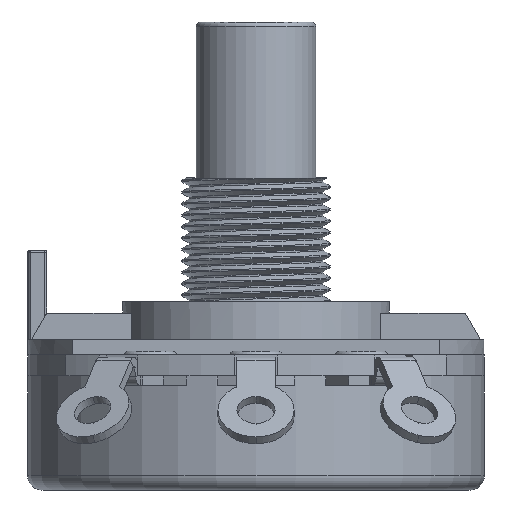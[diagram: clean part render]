
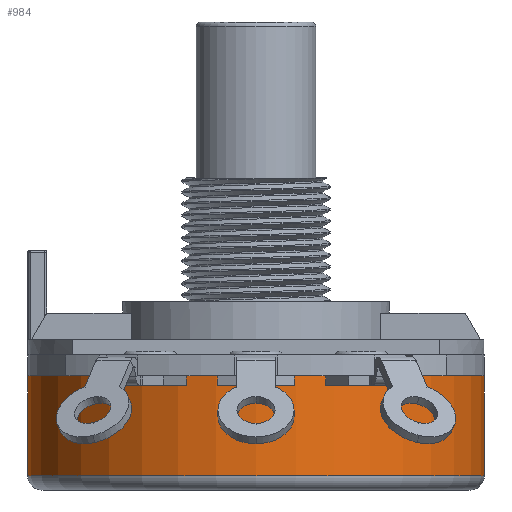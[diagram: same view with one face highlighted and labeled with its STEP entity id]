
A CAD part, front view. The second image highlights one B-rep face of the part: STEP entity #984.
In plain terms, the highlighted cylindrical face has radius 12 mm (diameter 24 mm), a partial arc.
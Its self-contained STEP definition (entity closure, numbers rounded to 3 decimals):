
#459 = EDGE_CURVE ( 'NONE', #4785, #8004, #12440, .T. ) ;
#504 = LINE ( 'NONE', #1761, #3777 ) ;
#798 = VERTEX_POINT ( 'NONE', #10272 ) ;
#984 = ADVANCED_FACE ( 'NONE', ( #9289 ), #13672, .T. ) ;
#1310 = CARTESIAN_POINT ( 'NONE',  ( 0., 0., 6. ) ) ;
#1592 = CIRCLE ( 'NONE', #13971, 12. ) ;
#1761 = CARTESIAN_POINT ( 'NONE',  ( 12., 0., 6. ) ) ;
#2412 = CARTESIAN_POINT ( 'NONE',  ( -12., 0., 6. ) ) ;
#2839 = DIRECTION ( 'NONE',  ( 0., 0., -1. ) ) ;
#3182 = CARTESIAN_POINT ( 'NONE',  ( 12., 0., 0.75 ) ) ;
#3638 = DIRECTION ( 'NONE',  ( -1., 0., 0. ) ) ;
#3777 = VECTOR ( 'NONE', #2839, 1000. ) ;
#4566 = ORIENTED_EDGE ( 'NONE', *, *, #9553, .T. ) ;
#4646 = EDGE_CURVE ( 'NONE', #798, #8164, #504, .T. ) ;
#4785 = VERTEX_POINT ( 'NONE', #5101 ) ;
#5101 = CARTESIAN_POINT ( 'NONE',  ( -12., 0., 6. ) ) ;
#5560 = EDGE_LOOP ( 'NONE', ( #10788, #8152, #13836, #4566 ) ) ;
#5846 = DIRECTION ( 'NONE',  ( 1., 0., 0. ) ) ;
#6132 = VECTOR ( 'NONE', #9223, 1000. ) ;
#6452 = DIRECTION ( 'NONE',  ( 1., 0., 0. ) ) ;
#7637 = DIRECTION ( 'NONE',  ( 0., 0., 1. ) ) ;
#8004 = VERTEX_POINT ( 'NONE', #8245 ) ;
#8152 = ORIENTED_EDGE ( 'NONE', *, *, #13510, .F. ) ;
#8164 = VERTEX_POINT ( 'NONE', #3182 ) ;
#8245 = CARTESIAN_POINT ( 'NONE',  ( -12., 0., 0.75 ) ) ;
#9223 = DIRECTION ( 'NONE',  ( 0., 0., -1. ) ) ;
#9289 = FACE_OUTER_BOUND ( 'NONE', #5560, .T. ) ;
#9553 = EDGE_CURVE ( 'NONE', #8004, #8164, #1592, .T. ) ;
#9627 = AXIS2_PLACEMENT_3D ( 'NONE', #1310, #13739, #3638 ) ;
#10272 = CARTESIAN_POINT ( 'NONE',  ( 12., 0., 6. ) ) ;
#10788 = ORIENTED_EDGE ( 'NONE', *, *, #4646, .F. ) ;
#10790 = CIRCLE ( 'NONE', #13304, 12. ) ;
#11009 = CARTESIAN_POINT ( 'NONE',  ( 0., 0., 6. ) ) ;
#12440 = LINE ( 'NONE', #2412, #6132 ) ;
#12538 = CARTESIAN_POINT ( 'NONE',  ( 0., 0., 0.75 ) ) ;
#13304 = AXIS2_PLACEMENT_3D ( 'NONE', #11009, #7637, #6452 ) ;
#13404 = DIRECTION ( 'NONE',  ( 0., 0., 1. ) ) ;
#13510 = EDGE_CURVE ( 'NONE', #4785, #798, #10790, .T. ) ;
#13672 = CYLINDRICAL_SURFACE ( 'NONE', #9627, 12. ) ;
#13739 = DIRECTION ( 'NONE',  ( 0., 0., -1. ) ) ;
#13836 = ORIENTED_EDGE ( 'NONE', *, *, #459, .T. ) ;
#13971 = AXIS2_PLACEMENT_3D ( 'NONE', #12538, #13404, #5846 ) ;
